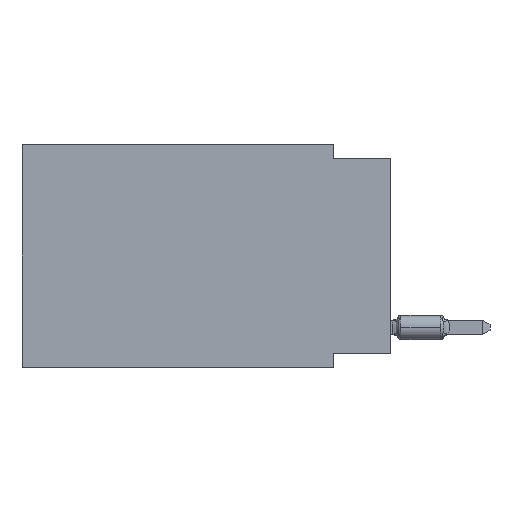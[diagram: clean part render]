
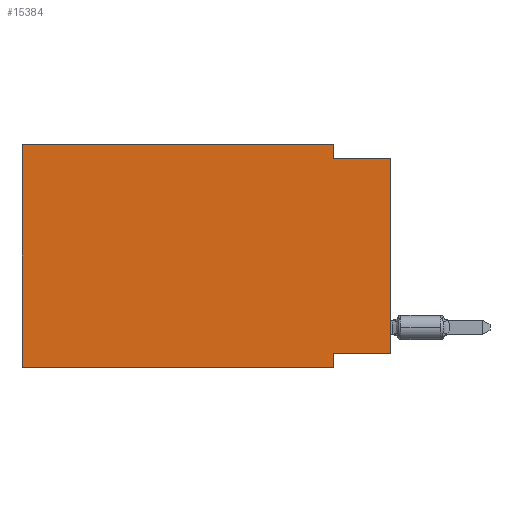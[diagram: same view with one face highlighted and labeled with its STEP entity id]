
A CAD part, left-side view. The second image highlights one B-rep face of the part: STEP entity #15384.
In plain terms, the highlighted planar face has unit normal (-1, 0, 0).
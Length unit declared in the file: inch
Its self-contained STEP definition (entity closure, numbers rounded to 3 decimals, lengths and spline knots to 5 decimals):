
#168 = DIRECTION ( 'NONE',  ( 0., 0., -1. ) ) ;
#915 = LINE ( 'NONE', #6550, #9663 ) ;
#1298 = VECTOR ( 'NONE', #7910, 39.37008 ) ;
#1366 = ORIENTED_EDGE ( 'NONE', *, *, #7995, .T. ) ;
#1496 = CARTESIAN_POINT ( 'NONE',  ( 0., 0.645, 0. ) ) ;
#1650 = CARTESIAN_POINT ( 'NONE',  ( 0., 0.645, 0. ) ) ;
#1772 = VERTEX_POINT ( 'NONE', #16612 ) ;
#2522 = CARTESIAN_POINT ( 'NONE',  ( 0., 0.645, -0.39 ) ) ;
#2672 = VERTEX_POINT ( 'NONE', #10733 ) ;
#2953 = CARTESIAN_POINT ( 'NONE',  ( 0., 0.1, 0. ) ) ;
#3235 = CARTESIAN_POINT ( 'NONE',  ( 0., 0.645, 0. ) ) ;
#4281 = VERTEX_POINT ( 'NONE', #1650 ) ;
#4666 = VECTOR ( 'NONE', #17463, 39.37008 ) ;
#4880 = VECTOR ( 'NONE', #8876, 39.37008 ) ;
#4987 = VECTOR ( 'NONE', #10834, 39.37008 ) ;
#5004 = VECTOR ( 'NONE', #12596, 39.37008 ) ;
#5489 = VECTOR ( 'NONE', #13829, 39.37008 ) ;
#5637 = CARTESIAN_POINT ( 'NONE',  ( 0., 0., -0.025 ) ) ;
#6170 = CARTESIAN_POINT ( 'NONE',  ( 0., 0., -0.365 ) ) ;
#6350 = ORIENTED_EDGE ( 'NONE', *, *, #12331, .F. ) ;
#6450 = AXIS2_PLACEMENT_3D ( 'NONE', #1496, #18246, #9726 ) ;
#6485 = ORIENTED_EDGE ( 'NONE', *, *, #7651, .F. ) ;
#6550 = CARTESIAN_POINT ( 'NONE',  ( 0., 0.645, 0. ) ) ;
#6806 = LINE ( 'NONE', #8467, #5489 ) ;
#6960 = CARTESIAN_POINT ( 'NONE',  ( 0., 0., -0.025 ) ) ;
#7260 = VERTEX_POINT ( 'NONE', #2953 ) ;
#7651 = EDGE_CURVE ( 'NONE', #2672, #10485, #9689, .T. ) ;
#7701 = VERTEX_POINT ( 'NONE', #14293 ) ;
#7910 = DIRECTION ( 'NONE',  ( 0., 0., 1. ) ) ;
#7995 = EDGE_CURVE ( 'NONE', #1772, #9099, #13644, .T. ) ;
#8297 = CARTESIAN_POINT ( 'NONE',  ( 0., 0.1, -0.39 ) ) ;
#8332 = PLANE ( 'NONE',  #6450 ) ;
#8467 = CARTESIAN_POINT ( 'NONE',  ( 0., 0.1, 0. ) ) ;
#8876 = DIRECTION ( 'NONE',  ( 0., -1., 0. ) ) ;
#9099 = VERTEX_POINT ( 'NONE', #5637 ) ;
#9251 = EDGE_CURVE ( 'NONE', #4281, #7260, #10266, .T. ) ;
#9663 = VECTOR ( 'NONE', #12187, 39.37008 ) ;
#9689 = LINE ( 'NONE', #8297, #16648 ) ;
#9726 = DIRECTION ( 'NONE',  ( 0., 0., -1. ) ) ;
#9735 = LINE ( 'NONE', #6960, #5004 ) ;
#9863 = ORIENTED_EDGE ( 'NONE', *, *, #16404, .T. ) ;
#9902 = FACE_OUTER_BOUND ( 'NONE', #15757, .T. ) ;
#10266 = LINE ( 'NONE', #3235, #4880 ) ;
#10485 = VERTEX_POINT ( 'NONE', #17395 ) ;
#10656 = ORIENTED_EDGE ( 'NONE', *, *, #9251, .F. ) ;
#10733 = CARTESIAN_POINT ( 'NONE',  ( 0., 0.1, -0.365 ) ) ;
#10742 = LINE ( 'NONE', #2522, #4987 ) ;
#10834 = DIRECTION ( 'NONE',  ( 0., -1., 0. ) ) ;
#10985 = ORIENTED_EDGE ( 'NONE', *, *, #13062, .F. ) ;
#12187 = DIRECTION ( 'NONE',  ( 0., 0., 1. ) ) ;
#12258 = CARTESIAN_POINT ( 'NONE',  ( 0., 0., 0. ) ) ;
#12331 = EDGE_CURVE ( 'NONE', #18071, #4281, #915, .T. ) ;
#12596 = DIRECTION ( 'NONE',  ( 0., -1., 0. ) ) ;
#13062 = EDGE_CURVE ( 'NONE', #1772, #2672, #14577, .T. ) ;
#13644 = LINE ( 'NONE', #12258, #1298 ) ;
#13829 = DIRECTION ( 'NONE',  ( 0., 0., -1. ) ) ;
#14293 = CARTESIAN_POINT ( 'NONE',  ( 0., 0.1, -0.025 ) ) ;
#14577 = LINE ( 'NONE', #6170, #4666 ) ;
#15047 = ORIENTED_EDGE ( 'NONE', *, *, #16948, .F. ) ;
#15384 = ADVANCED_FACE ( 'NONE', ( #9902 ), #8332, .F. ) ;
#15757 = EDGE_LOOP ( 'NONE', ( #1366, #15047, #18254, #10656, #6350, #9863, #6485, #10985 ) ) ;
#16404 = EDGE_CURVE ( 'NONE', #18071, #10485, #10742, .T. ) ;
#16612 = CARTESIAN_POINT ( 'NONE',  ( 0., 0., -0.365 ) ) ;
#16648 = VECTOR ( 'NONE', #168, 39.37008 ) ;
#16948 = EDGE_CURVE ( 'NONE', #7701, #9099, #9735, .T. ) ;
#17395 = CARTESIAN_POINT ( 'NONE',  ( 0., 0.1, -0.39 ) ) ;
#17463 = DIRECTION ( 'NONE',  ( 0., 1., 0. ) ) ;
#17630 = EDGE_CURVE ( 'NONE', #7260, #7701, #6806, .T. ) ;
#18071 = VERTEX_POINT ( 'NONE', #18079 ) ;
#18079 = CARTESIAN_POINT ( 'NONE',  ( 0., 0.645, -0.39 ) ) ;
#18246 = DIRECTION ( 'NONE',  ( 1., 0., 0. ) ) ;
#18254 = ORIENTED_EDGE ( 'NONE', *, *, #17630, .F. ) ;
